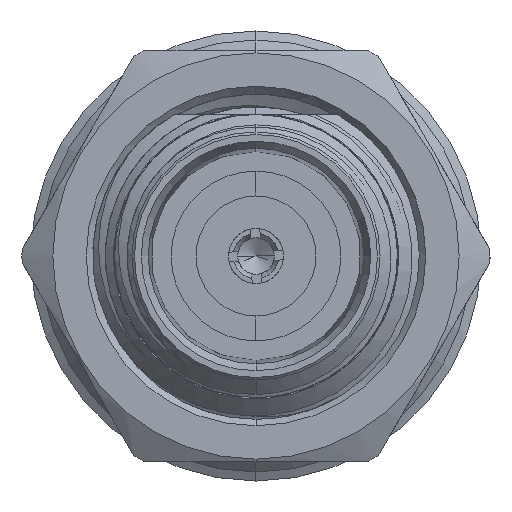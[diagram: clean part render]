
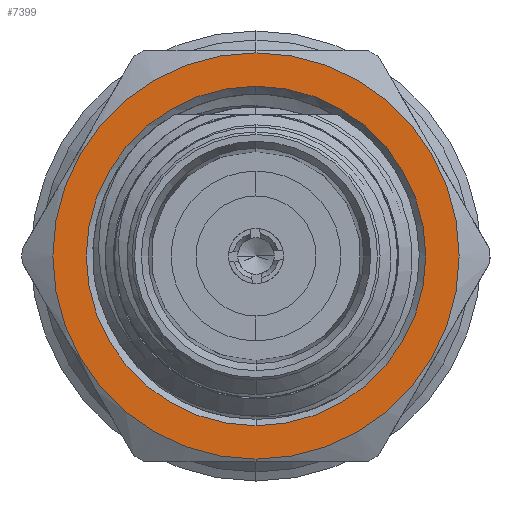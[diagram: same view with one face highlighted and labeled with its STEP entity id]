
A CAD part, left-side view. The second image highlights one B-rep face of the part: STEP entity #7399.
In plain terms, the highlighted face is planar.
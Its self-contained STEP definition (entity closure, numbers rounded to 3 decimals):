
#953 = CIRCLE ( 'NONE', #24789, 6.6 ) ;
#1621 = PLANE ( 'NONE',  #12363 ) ;
#1974 = DIRECTION ( 'NONE',  ( 0., -1., 0. ) ) ;
#2110 = FACE_OUTER_BOUND ( 'NONE', #8460, .T. ) ;
#2169 = CARTESIAN_POINT ( 'NONE',  ( 0., 10.2, 7.9 ) ) ;
#2804 = DIRECTION ( 'NONE',  ( 0., -1., 0. ) ) ;
#3645 = VERTEX_POINT ( 'NONE', #19108 ) ;
#3859 = DIRECTION ( 'NONE',  ( 0., -1., 0. ) ) ;
#5212 = DIRECTION ( 'NONE',  ( 0., -1., 0. ) ) ;
#5723 = VERTEX_POINT ( 'NONE', #2169 ) ;
#7309 = DIRECTION ( 'NONE',  ( 0., -1., 0. ) ) ;
#7399 = ADVANCED_FACE ( 'NONE', ( #2110, #18610 ), #1621, .F. ) ;
#7807 = EDGE_CURVE ( 'NONE', #5723, #25362, #20212, .T. ) ;
#8191 = ORIENTED_EDGE ( 'NONE', *, *, #7807, .F. ) ;
#8460 = EDGE_LOOP ( 'NONE', ( #8191, #16443 ) ) ;
#10358 = EDGE_LOOP ( 'NONE', ( #20353, #25724 ) ) ;
#10528 = EDGE_CURVE ( 'NONE', #25362, #5723, #25679, .T. ) ;
#10550 = AXIS2_PLACEMENT_3D ( 'NONE', #15202, #2804, #17290 ) ;
#12363 = AXIS2_PLACEMENT_3D ( 'NONE', #26740, #1974, #16445 ) ;
#15202 = CARTESIAN_POINT ( 'NONE',  ( 0., 10.2, 0. ) ) ;
#15428 = CARTESIAN_POINT ( 'NONE',  ( 0., 10.2, 6.6 ) ) ;
#16242 = CARTESIAN_POINT ( 'NONE',  ( 0., 10.2, 0. ) ) ;
#16443 = ORIENTED_EDGE ( 'NONE', *, *, #10528, .F. ) ;
#16445 = DIRECTION ( 'NONE',  ( 0., 0., 1. ) ) ;
#16863 = CIRCLE ( 'NONE', #10550, 6.6 ) ;
#17290 = DIRECTION ( 'NONE',  ( 0., 0., 1. ) ) ;
#17410 = CARTESIAN_POINT ( 'NONE',  ( 0., 10.2, -7.9 ) ) ;
#17582 = VERTEX_POINT ( 'NONE', #15428 ) ;
#17586 = CARTESIAN_POINT ( 'NONE',  ( 0., 10.2, 0. ) ) ;
#18303 = DIRECTION ( 'NONE',  ( 0., 0., 1. ) ) ;
#18610 = FACE_BOUND ( 'NONE', #10358, .T. ) ;
#19108 = CARTESIAN_POINT ( 'NONE',  ( 0., 10.2, -6.6 ) ) ;
#19642 = DIRECTION ( 'NONE',  ( 0., 0., 1. ) ) ;
#19652 = CARTESIAN_POINT ( 'NONE',  ( 0., 10.2, 0. ) ) ;
#20212 = CIRCLE ( 'NONE', #22055, 7.9 ) ;
#20353 = ORIENTED_EDGE ( 'NONE', *, *, #25395, .T. ) ;
#20850 = AXIS2_PLACEMENT_3D ( 'NONE', #16242, #3859, #18303 ) ;
#21728 = DIRECTION ( 'NONE',  ( 0., 0., 1. ) ) ;
#22055 = AXIS2_PLACEMENT_3D ( 'NONE', #17586, #5212, #19642 ) ;
#23748 = EDGE_CURVE ( 'NONE', #17582, #3645, #16863, .T. ) ;
#24789 = AXIS2_PLACEMENT_3D ( 'NONE', #19652, #7309, #21728 ) ;
#25362 = VERTEX_POINT ( 'NONE', #17410 ) ;
#25395 = EDGE_CURVE ( 'NONE', #3645, #17582, #953, .T. ) ;
#25679 = CIRCLE ( 'NONE', #20850, 7.9 ) ;
#25724 = ORIENTED_EDGE ( 'NONE', *, *, #23748, .T. ) ;
#26740 = CARTESIAN_POINT ( 'NONE',  ( -6.6, 10.2, 0. ) ) ;
